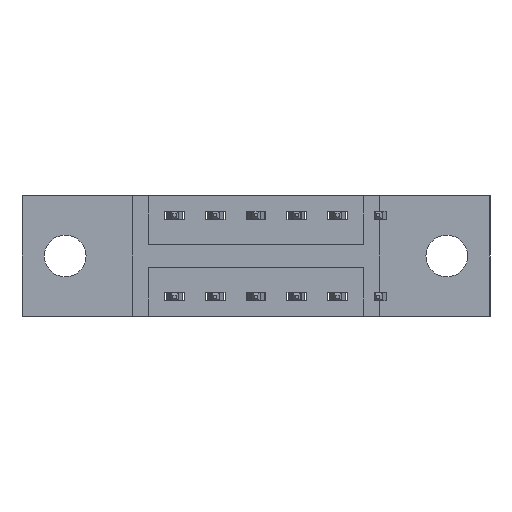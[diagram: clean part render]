
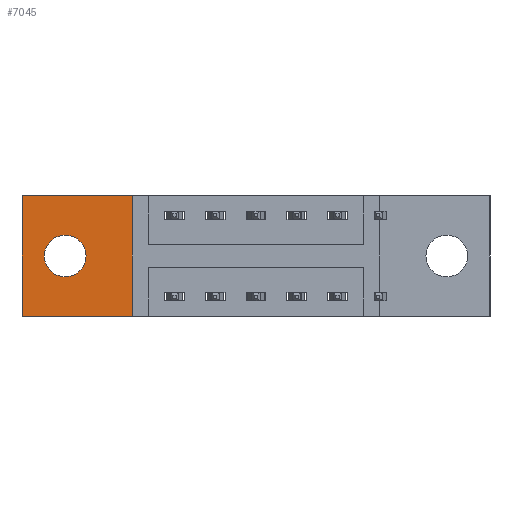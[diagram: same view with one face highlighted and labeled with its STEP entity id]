
A CAD part, front view. The second image highlights one B-rep face of the part: STEP entity #7045.
In plain terms, the highlighted planar face has unit normal (0, -1, 0).
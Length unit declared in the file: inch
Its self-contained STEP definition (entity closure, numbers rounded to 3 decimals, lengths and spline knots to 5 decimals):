
#50 = ORIENTED_EDGE ( 'NONE', *, *, #1041, .F. ) ;
#255 = EDGE_LOOP ( 'NONE', ( #376, #2263, #3643, #6865 ) ) ;
#376 = ORIENTED_EDGE ( 'NONE', *, *, #1857, .T. ) ;
#438 = LINE ( 'NONE', #4245, #6029 ) ;
#479 = CARTESIAN_POINT ( 'NONE',  ( 0.1325, 0.17, -0.121 ) ) ;
#570 = CARTESIAN_POINT ( 'NONE',  ( 0., 0.17, 0. ) ) ;
#662 = FACE_OUTER_BOUND ( 'NONE', #255, .T. ) ;
#725 = CARTESIAN_POINT ( 'NONE',  ( 0.1325, 0.17, -0.185 ) ) ;
#755 = DIRECTION ( 'NONE',  ( 0., -1., 0. ) ) ;
#761 = EDGE_CURVE ( 'NONE', #6898, #4311, #5983, .T. ) ;
#822 = CARTESIAN_POINT ( 'NONE',  ( 0., 0.17, 0. ) ) ;
#1041 = EDGE_CURVE ( 'NONE', #3814, #6813, #1969, .T. ) ;
#1065 = AXIS2_PLACEMENT_3D ( 'NONE', #7846, #755, #1377 ) ;
#1153 = CARTESIAN_POINT ( 'NONE',  ( 0.1325, 0.17, -0.249 ) ) ;
#1190 = VERTEX_POINT ( 'NONE', #822 ) ;
#1325 = DIRECTION ( 'NONE',  ( 0., -1., 0. ) ) ;
#1377 = DIRECTION ( 'NONE',  ( 0., 0., -1. ) ) ;
#1633 = LINE ( 'NONE', #5584, #3514 ) ;
#1802 = DIRECTION ( 'NONE',  ( 0., 0., -1. ) ) ;
#1857 = EDGE_CURVE ( 'NONE', #1190, #4552, #8431, .T. ) ;
#1969 = CIRCLE ( 'NONE', #5799, 0.064 ) ;
#2026 = DIRECTION ( 'NONE',  ( 0., -1., 0. ) ) ;
#2079 = DIRECTION ( 'NONE',  ( 0., 0., 1. ) ) ;
#2100 = VECTOR ( 'NONE', #1802, 39.37008 ) ;
#2263 = ORIENTED_EDGE ( 'NONE', *, *, #3722, .T. ) ;
#2377 = DIRECTION ( 'NONE',  ( -1., 0., 0. ) ) ;
#2476 = CARTESIAN_POINT ( 'NONE',  ( 0., 0.17, -0.37 ) ) ;
#2586 = PLANE ( 'NONE',  #7092 ) ;
#2775 = DIRECTION ( 'NONE',  ( 0., 0., -1. ) ) ;
#3027 = DIRECTION ( 'NONE',  ( 1., 0., 0. ) ) ;
#3231 = ORIENTED_EDGE ( 'NONE', *, *, #3903, .F. ) ;
#3278 = DIRECTION ( 'NONE',  ( 0., 0., -1. ) ) ;
#3457 = CARTESIAN_POINT ( 'NONE',  ( 0.3375, 0.17, 0. ) ) ;
#3514 = VECTOR ( 'NONE', #3027, 39.37008 ) ;
#3643 = ORIENTED_EDGE ( 'NONE', *, *, #761, .T. ) ;
#3722 = EDGE_CURVE ( 'NONE', #4552, #6898, #1633, .T. ) ;
#3814 = VERTEX_POINT ( 'NONE', #1153 ) ;
#3903 = EDGE_CURVE ( 'NONE', #6813, #3814, #4628, .T. ) ;
#4245 = CARTESIAN_POINT ( 'NONE',  ( 0., 0.17, 0. ) ) ;
#4311 = VERTEX_POINT ( 'NONE', #7020 ) ;
#4552 = VERTEX_POINT ( 'NONE', #2476 ) ;
#4628 = CIRCLE ( 'NONE', #1065, 0.064 ) ;
#4707 = VECTOR ( 'NONE', #2079, 39.37008 ) ;
#5233 = CARTESIAN_POINT ( 'NONE',  ( 0., 0.17, -0.37 ) ) ;
#5584 = CARTESIAN_POINT ( 'NONE',  ( 0., 0.17, -0.37 ) ) ;
#5799 = AXIS2_PLACEMENT_3D ( 'NONE', #725, #2026, #2775 ) ;
#5858 = FACE_BOUND ( 'NONE', #8163, .T. ) ;
#5983 = LINE ( 'NONE', #3457, #4707 ) ;
#6029 = VECTOR ( 'NONE', #2377, 39.37008 ) ;
#6813 = VERTEX_POINT ( 'NONE', #479 ) ;
#6865 = ORIENTED_EDGE ( 'NONE', *, *, #6883, .T. ) ;
#6883 = EDGE_CURVE ( 'NONE', #4311, #1190, #438, .T. ) ;
#6898 = VERTEX_POINT ( 'NONE', #8305 ) ;
#7020 = CARTESIAN_POINT ( 'NONE',  ( 0.3375, 0.17, 0. ) ) ;
#7045 = ADVANCED_FACE ( 'NONE', ( #5858, #662 ), #2586, .T. ) ;
#7092 = AXIS2_PLACEMENT_3D ( 'NONE', #5233, #1325, #3278 ) ;
#7846 = CARTESIAN_POINT ( 'NONE',  ( 0.1325, 0.17, -0.185 ) ) ;
#8163 = EDGE_LOOP ( 'NONE', ( #3231, #50 ) ) ;
#8305 = CARTESIAN_POINT ( 'NONE',  ( 0.3375, 0.17, -0.37 ) ) ;
#8431 = LINE ( 'NONE', #570, #2100 ) ;
